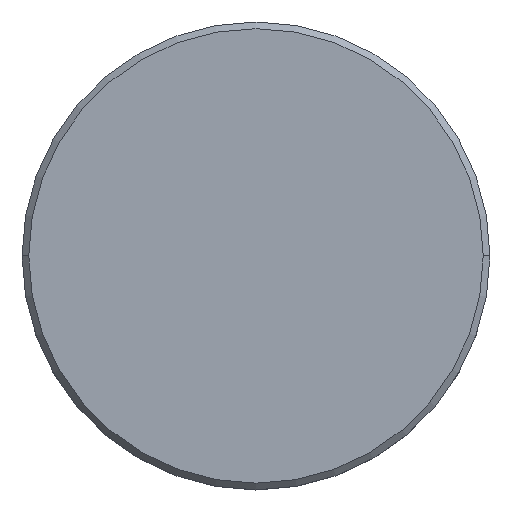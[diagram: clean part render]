
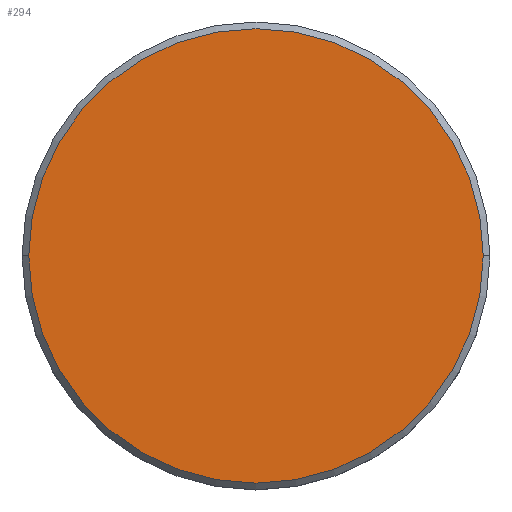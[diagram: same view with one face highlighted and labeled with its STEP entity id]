
A CAD part, top view. The second image highlights one B-rep face of the part: STEP entity #294.
In plain terms, the highlighted planar face has unit normal (0, 0, 1).
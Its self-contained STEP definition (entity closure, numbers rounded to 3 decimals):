
#10 = CIRCLE ( 'NONE', #175, 17. ) ;
#40 = VERTEX_POINT ( 'NONE', #700 ) ;
#54 = DIRECTION ( 'NONE',  ( 1., 0., 0. ) ) ;
#82 = CIRCLE ( 'NONE', #363, 17. ) ;
#175 = AXIS2_PLACEMENT_3D ( 'NONE', #335, #242, #54 ) ;
#199 = ORIENTED_EDGE ( 'NONE', *, *, #784, .T. ) ;
#242 = DIRECTION ( 'NONE',  ( 0., 0., 1. ) ) ;
#266 = CARTESIAN_POINT ( 'NONE',  ( 17., 0., 0. ) ) ;
#294 = ADVANCED_FACE ( 'NONE', ( #703 ), #457, .T. ) ;
#315 = VERTEX_POINT ( 'NONE', #266 ) ;
#317 = DIRECTION ( 'NONE',  ( 0., 0., 1. ) ) ;
#329 = AXIS2_PLACEMENT_3D ( 'NONE', #432, #361, #715 ) ;
#335 = CARTESIAN_POINT ( 'NONE',  ( 0., 0., 0. ) ) ;
#361 = DIRECTION ( 'NONE',  ( 0., 0., 1. ) ) ;
#363 = AXIS2_PLACEMENT_3D ( 'NONE', #1014, #317, #1001 ) ;
#405 = ORIENTED_EDGE ( 'NONE', *, *, #980, .T. ) ;
#432 = CARTESIAN_POINT ( 'NONE',  ( 0., 0., 0. ) ) ;
#457 = PLANE ( 'NONE',  #329 ) ;
#700 = CARTESIAN_POINT ( 'NONE',  ( -17., 0., 0. ) ) ;
#703 = FACE_OUTER_BOUND ( 'NONE', #710, .T. ) ;
#710 = EDGE_LOOP ( 'NONE', ( #199, #405 ) ) ;
#715 = DIRECTION ( 'NONE',  ( 1., 0., 0. ) ) ;
#784 = EDGE_CURVE ( 'NONE', #40, #315, #82, .T. ) ;
#980 = EDGE_CURVE ( 'NONE', #315, #40, #10, .T. ) ;
#1001 = DIRECTION ( 'NONE',  ( 1., 0., 0. ) ) ;
#1014 = CARTESIAN_POINT ( 'NONE',  ( 0., 0., 0. ) ) ;
